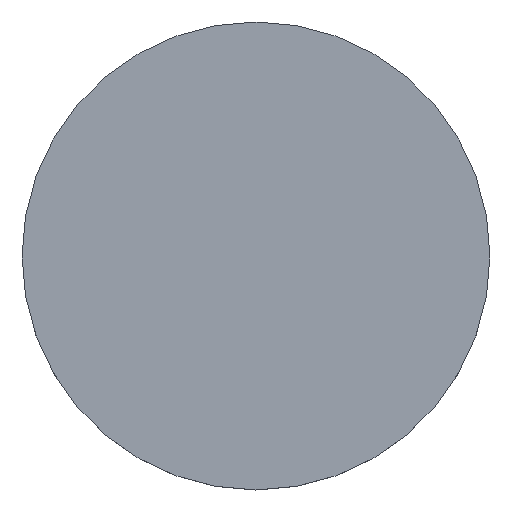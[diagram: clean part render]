
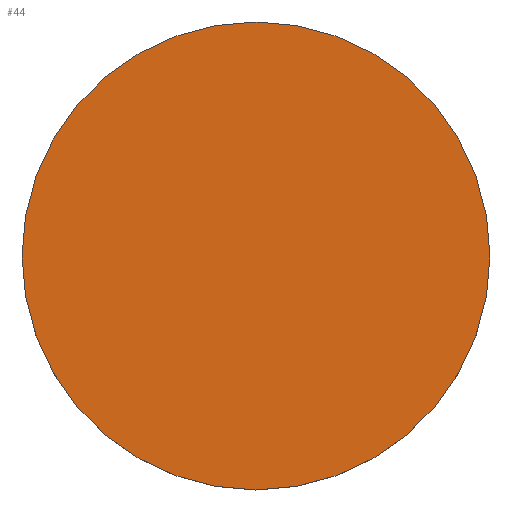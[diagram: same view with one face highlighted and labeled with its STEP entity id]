
A CAD part, top view. The second image highlights one B-rep face of the part: STEP entity #44.
In plain terms, the highlighted planar face has unit normal (0, 0, 1).
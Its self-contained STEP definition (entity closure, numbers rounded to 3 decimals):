
#2 = PLANE ( 'NONE',  #54 ) ;
#14 = FACE_OUTER_BOUND ( 'NONE', #133, .T. ) ;
#18 = CARTESIAN_POINT ( 'NONE',  ( 0., 39.066, 4. ) ) ;
#20 = CIRCLE ( 'NONE', #208, 19.05 ) ;
#40 = AXIS2_PLACEMENT_3D ( 'NONE', #63, #200, #116 ) ;
#44 = ADVANCED_FACE ( 'NONE', ( #14 ), #2, .T. ) ;
#45 = EDGE_CURVE ( 'NONE', #58, #89, #69, .T. ) ;
#48 = CARTESIAN_POINT ( 'NONE',  ( 19.05, 0., 4. ) ) ;
#53 = ORIENTED_EDGE ( 'NONE', *, *, #132, .F. ) ;
#54 = AXIS2_PLACEMENT_3D ( 'NONE', #18, #138, #75 ) ;
#58 = VERTEX_POINT ( 'NONE', #48 ) ;
#63 = CARTESIAN_POINT ( 'NONE',  ( 0., 0., 4. ) ) ;
#69 = CIRCLE ( 'NONE', #40, 19.05 ) ;
#75 = DIRECTION ( 'NONE',  ( 1., 0., 0. ) ) ;
#89 = VERTEX_POINT ( 'NONE', #151 ) ;
#102 = CARTESIAN_POINT ( 'NONE',  ( 0., 0., 4. ) ) ;
#116 = DIRECTION ( 'NONE',  ( 1., 0., 0. ) ) ;
#121 = DIRECTION ( 'NONE',  ( 1., 0., 0. ) ) ;
#132 = EDGE_CURVE ( 'NONE', #89, #58, #20, .T. ) ;
#133 = EDGE_LOOP ( 'NONE', ( #157, #53 ) ) ;
#138 = DIRECTION ( 'NONE',  ( 0., 0., 1. ) ) ;
#151 = CARTESIAN_POINT ( 'NONE',  ( -19.05, 0., 4. ) ) ;
#157 = ORIENTED_EDGE ( 'NONE', *, *, #45, .F. ) ;
#188 = DIRECTION ( 'NONE',  ( 0., 0., -1. ) ) ;
#200 = DIRECTION ( 'NONE',  ( 0., 0., -1. ) ) ;
#208 = AXIS2_PLACEMENT_3D ( 'NONE', #102, #188, #121 ) ;
